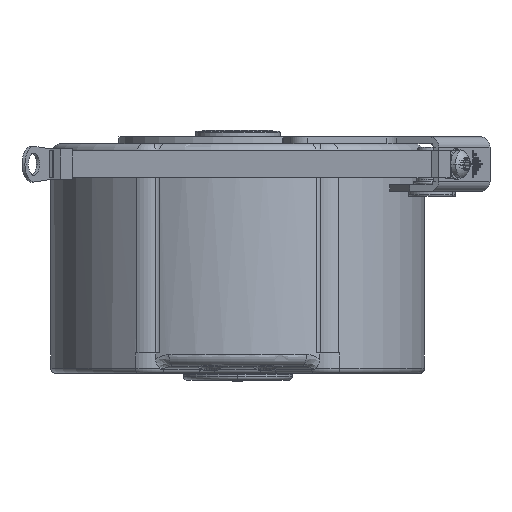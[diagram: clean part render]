
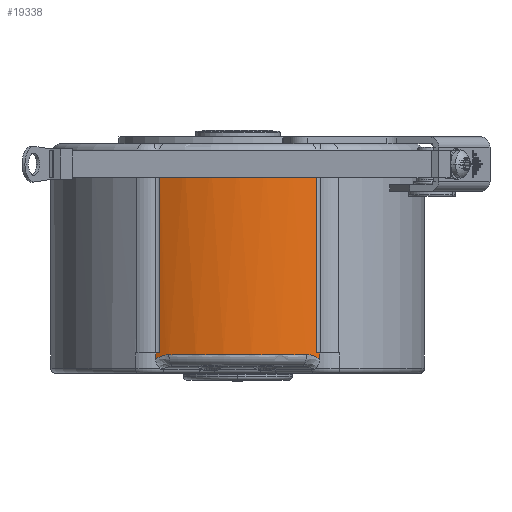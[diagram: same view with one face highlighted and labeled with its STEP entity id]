
A CAD part, front view. The second image highlights one B-rep face of the part: STEP entity #19338.
In plain terms, the highlighted cylindrical face has radius 53 mm (diameter 106 mm), a partial arc.
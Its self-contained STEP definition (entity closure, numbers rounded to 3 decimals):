
#52=DIRECTION('',(0.,0.,-1.));
#53=VECTOR('',#52,58.5);
#54=CARTESIAN_POINT('',(-23.08,-47.711,8.3));
#55=LINE('',#54,#53);
#56=DIRECTION('',(0.,0.,-1.));
#57=VECTOR('',#56,58.5);
#58=CARTESIAN_POINT('',(23.08,-47.711,8.3));
#59=LINE('',#58,#57);
#60=CARTESIAN_POINT('',(0.,0.,-50.2));
#61=DIRECTION('',(0.,0.,1.));
#62=DIRECTION('',(0.435,-0.9,0.));
#63=AXIS2_PLACEMENT_3D('',#60,#61,#62);
#65=CARTESIAN_POINT('',(0.,0.,-50.2));
#66=DIRECTION('',(0.,0.,1.));
#67=DIRECTION('',(-0.455,-0.891,0.));
#68=AXIS2_PLACEMENT_3D('',#65,#66,#67);
#80=CARTESIAN_POINT('',(0.,0.,8.3));
#81=DIRECTION('',(0.,0.,-1.));
#82=DIRECTION('',(0.435,-0.9,0.));
#83=AXIS2_PLACEMENT_3D('',#80,#81,#82);
#1291=CARTESIAN_POINT('',(-24.096,-47.206,
-52.109));
#1293=CARTESIAN_POINT('',(-24.096,-47.206,
-52.109));
#1294=CARTESIAN_POINT('',(-23.879,-47.316,
-51.907));
#1295=CARTESIAN_POINT('',(-23.395,-47.56,
-51.533));
#1296=CARTESIAN_POINT('',(-22.489,-47.997,
-51.077));
#1297=CARTESIAN_POINT('',(-21.413,-48.487,
-50.773));
#1298=CARTESIAN_POINT('',(-20.619,-48.827,
-50.7));
#1299=CARTESIAN_POINT('',(-20.2,-49.,
-50.7));
#1357=DIRECTION('',(0.,0.,-1.));
#1358=VECTOR('',#1357,1.909);
#1359=CARTESIAN_POINT('',(-24.096,-47.206,-50.2));
#1360=LINE('',#1359,#1358);
#1395=CARTESIAN_POINT('',(0.,0.,-50.7));
#1396=DIRECTION('',(0.,0.,1.));
#1397=DIRECTION('',(-0.381,-0.925,0.));
#1398=AXIS2_PLACEMENT_3D('',#1395,#1396,#1397);
#2269=CARTESIAN_POINT('',(20.2,-49.,
-50.7));
#2270=CARTESIAN_POINT('',(20.618,-48.827,
-50.7));
#2271=CARTESIAN_POINT('',(21.409,-48.489,
-50.773));
#2272=CARTESIAN_POINT('',(22.487,-47.997,
-51.076));
#2273=CARTESIAN_POINT('',(23.396,-47.56,
-51.534));
#2274=CARTESIAN_POINT('',(23.88,-47.316,
-51.907));
#2275=CARTESIAN_POINT('',(24.096,-47.206,
-52.109));
#2335=DIRECTION('',(0.,0.,1.));
#2336=VECTOR('',#2335,1.909);
#2337=CARTESIAN_POINT('',(24.096,-47.206,
-52.109));
#2338=LINE('',#2337,#2336);
#15884=VERTEX_POINT('',#1291);
#15885=VERTEX_POINT('',#1299);
#15888=VERTEX_POINT('',#2269);
#15889=VERTEX_POINT('',#2275);
#18087=CARTESIAN_POINT('',(23.08,-47.711,8.3));
#18088=CARTESIAN_POINT('',(-23.08,-47.711,8.3));
#18089=VERTEX_POINT('',#18087);
#18090=VERTEX_POINT('',#18088);
#18373=CARTESIAN_POINT('',(-24.096,-47.206,-50.2));
#18375=VERTEX_POINT('',#18373);
#18377=CARTESIAN_POINT('',(-23.08,-47.711,-50.2));
#18378=VERTEX_POINT('',#18377);
#18379=CARTESIAN_POINT('',(23.08,-47.711,-50.2));
#18380=CARTESIAN_POINT('',(24.096,-47.206,-50.2));
#18381=VERTEX_POINT('',#18379);
#18382=VERTEX_POINT('',#18380);
#19312=CARTESIAN_POINT('',(0.,0.,-54.2));
#19313=DIRECTION('',(0.,0.,1.));
#19314=DIRECTION('',(1.,0.,0.));
#19315=AXIS2_PLACEMENT_3D('',#19312,#19313,#19314);
#19316=CYLINDRICAL_SURFACE('',#19315,53.);
#19317=ORIENTED_EDGE('',*,*,#19295,.F.);
#19319=ORIENTED_EDGE('',*,*,#19318,.F.);
#19321=ORIENTED_EDGE('',*,*,#19320,.T.);
#19323=ORIENTED_EDGE('',*,*,#19322,.T.);
#19325=ORIENTED_EDGE('',*,*,#19324,.F.);
#19327=ORIENTED_EDGE('',*,*,#19326,.F.);
#19329=ORIENTED_EDGE('',*,*,#19328,.F.);
#19331=ORIENTED_EDGE('',*,*,#19330,.F.);
#19333=ORIENTED_EDGE('',*,*,#19332,.F.);
#19335=ORIENTED_EDGE('',*,*,#19334,.T.);
#19336=EDGE_LOOP('',(#19317,#19319,#19321,#19323,#19325,#19327,#19329,#19331,
#19333,#19335));
#19337=FACE_OUTER_BOUND('',#19336,.F.);
#64=CIRCLE('',#63,53.);
#69=CIRCLE('',#68,53.);
#84=CIRCLE('',#83,53.);
#1300=B_SPLINE_CURVE_WITH_KNOTS('',3,(#1293,#1294,#1295,#1296,#1297,#1298,
#1299),.UNSPECIFIED.,.F.,.F.,(4,1,1,1,4),(0.,0.25,0.5,0.75,1.),
.UNSPECIFIED.);
#1399=CIRCLE('',#1398,53.);
#2276=B_SPLINE_CURVE_WITH_KNOTS('',3,(#2269,#2270,#2271,#2272,#2273,#2274,
#2275),.UNSPECIFIED.,.F.,.F.,(4,1,1,1,4),(0.,0.25,0.5,0.75,1.),
.UNSPECIFIED.);
#19295=EDGE_CURVE('',#18090,#18378,#55,.T.);
#19318=EDGE_CURVE('',#18089,#18090,#84,.T.);
#19320=EDGE_CURVE('',#18089,#18381,#59,.T.);
#19322=EDGE_CURVE('',#18381,#18382,#64,.T.);
#19324=EDGE_CURVE('',#15889,#18382,#2338,.T.);
#19326=EDGE_CURVE('',#15888,#15889,#2276,.T.);
#19328=EDGE_CURVE('',#15885,#15888,#1399,.T.);
#19330=EDGE_CURVE('',#15884,#15885,#1300,.T.);
#19332=EDGE_CURVE('',#18375,#15884,#1360,.T.);
#19334=EDGE_CURVE('',#18375,#18378,#69,.T.);
#19338=ADVANCED_FACE('',(#19337),#19316,.T.);
